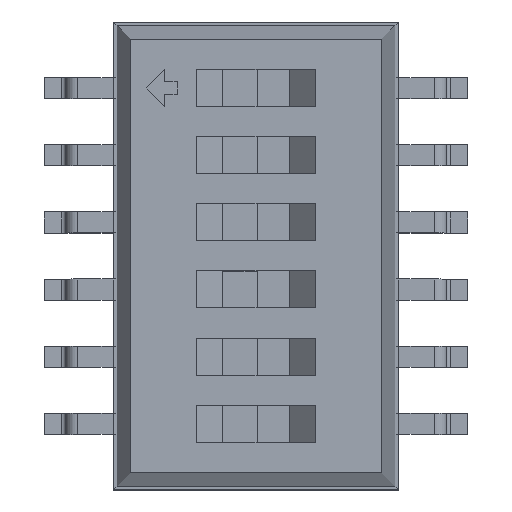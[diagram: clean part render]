
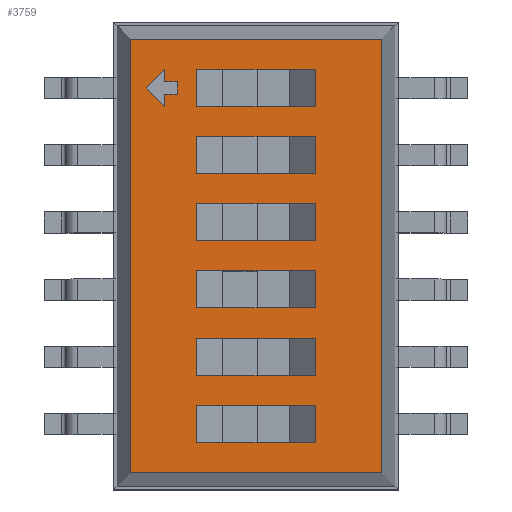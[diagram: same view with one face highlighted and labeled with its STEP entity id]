
A CAD part, top view. The second image highlights one B-rep face of the part: STEP entity #3759.
In plain terms, the highlighted planar face has unit normal (0, 0, 1).
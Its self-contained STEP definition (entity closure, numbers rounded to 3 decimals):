
#27=VECTOR('',#28,1.);
#28=DIRECTION('',(0.,1.,0.));
#34=VECTOR('',#35,1.);
#35=DIRECTION('',(-1.,0.,0.));
#41=VECTOR('',#42,1.);
#42=DIRECTION('',(0.,-1.,0.));
#46=VECTOR('',#47,1.);
#47=DIRECTION('',(1.,0.,0.));
#50=DIRECTION('',(0.,0.,-1.));
#2559=VERTEX_POINT('',#2560);
#2560=CARTESIAN_POINT('',(2.375,4.1,2.6));
#2562=ORIENTED_EDGE('',*,*,#2563,.F.);
#2563=EDGE_CURVE('',#2564,#2559,#2566,.T.);
#2564=VERTEX_POINT('',#2565);
#2565=CARTESIAN_POINT('',(2.375,-4.1,2.6));
#2566=LINE('',#2565,#27);
#3143=VERTEX_POINT('',#3144);
#3144=CARTESIAN_POINT('',(-2.375,4.1,2.6));
#3146=ORIENTED_EDGE('',*,*,#3147,.F.);
#3147=EDGE_CURVE('',#2559,#3143,#3148,.T.);
#3148=LINE('',#2560,#34);
#3175=VERTEX_POINT('',#3176);
#3176=CARTESIAN_POINT('',(-2.375,-4.1,2.6));
#3178=ORIENTED_EDGE('',*,*,#3179,.F.);
#3179=EDGE_CURVE('',#3143,#3175,#3180,.T.);
#3180=LINE('',#3144,#41);
#3754=ORIENTED_EDGE('',*,*,#3755,.F.);
#3755=EDGE_CURVE('',#3175,#2564,#3756,.T.);
#3756=LINE('',#3176,#46);
#3759=ADVANCED_FACE('',(#3760,#3762,#3784,#3806,#3828,#3850,#3872,#3894),#3939,.F.);
#3760=FACE_BOUND('',#3761,.F.);
#3761=EDGE_LOOP('',(#2562,#3754,#3178,#3146));
#3762=FACE_BOUND('',#3763,.F.);
#3763=EDGE_LOOP('',(#3764,#3771,#3776,#3781));
#3764=ORIENTED_EDGE('',*,*,#3765,.T.);
#3765=EDGE_CURVE('',#3766,#3768,#3770,.T.);
#3766=VERTEX_POINT('',#3767);
#3767=CARTESIAN_POINT('',(1.125,-0.985,2.6));
#3768=VERTEX_POINT('',#3769);
#3769=CARTESIAN_POINT('',(1.125,-0.285,2.6));
#3770=LINE('',#3767,#27);
#3771=ORIENTED_EDGE('',*,*,#3772,.T.);
#3772=EDGE_CURVE('',#3768,#3773,#3775,.T.);
#3773=VERTEX_POINT('',#3774);
#3774=CARTESIAN_POINT('',(-1.125,-0.285,2.6));
#3775=LINE('',#3769,#34);
#3776=ORIENTED_EDGE('',*,*,#3777,.T.);
#3777=EDGE_CURVE('',#3773,#3778,#3780,.T.);
#3778=VERTEX_POINT('',#3779);
#3779=CARTESIAN_POINT('',(-1.125,-0.985,2.6));
#3780=LINE('',#3774,#41);
#3781=ORIENTED_EDGE('',*,*,#3782,.T.);
#3782=EDGE_CURVE('',#3778,#3766,#3783,.T.);
#3783=LINE('',#3779,#46);
#3784=FACE_BOUND('',#3785,.F.);
#3785=EDGE_LOOP('',(#3786,#3793,#3798,#3803));
#3786=ORIENTED_EDGE('',*,*,#3787,.T.);
#3787=EDGE_CURVE('',#3788,#3790,#3792,.T.);
#3788=VERTEX_POINT('',#3789);
#3789=CARTESIAN_POINT('',(-1.125,-1.555,2.6));
#3790=VERTEX_POINT('',#3791);
#3791=CARTESIAN_POINT('',(-1.125,-2.255,2.6));
#3792=LINE('',#3789,#41);
#3793=ORIENTED_EDGE('',*,*,#3794,.T.);
#3794=EDGE_CURVE('',#3790,#3795,#3797,.T.);
#3795=VERTEX_POINT('',#3796);
#3796=CARTESIAN_POINT('',(1.125,-2.255,2.6));
#3797=LINE('',#3791,#46);
#3798=ORIENTED_EDGE('',*,*,#3799,.T.);
#3799=EDGE_CURVE('',#3795,#3800,#3802,.T.);
#3800=VERTEX_POINT('',#3801);
#3801=CARTESIAN_POINT('',(1.125,-1.555,2.6));
#3802=LINE('',#3796,#27);
#3803=ORIENTED_EDGE('',*,*,#3804,.T.);
#3804=EDGE_CURVE('',#3800,#3788,#3805,.T.);
#3805=LINE('',#3801,#34);
#3806=FACE_BOUND('',#3807,.F.);
#3807=EDGE_LOOP('',(#3808,#3815,#3820,#3825));
#3808=ORIENTED_EDGE('',*,*,#3809,.T.);
#3809=EDGE_CURVE('',#3810,#3812,#3814,.T.);
#3810=VERTEX_POINT('',#3811);
#3811=CARTESIAN_POINT('',(-1.125,-3.525,2.6));
#3812=VERTEX_POINT('',#3813);
#3813=CARTESIAN_POINT('',(1.125,-3.525,2.6));
#3814=LINE('',#3811,#46);
#3815=ORIENTED_EDGE('',*,*,#3816,.T.);
#3816=EDGE_CURVE('',#3812,#3817,#3819,.T.);
#3817=VERTEX_POINT('',#3818);
#3818=CARTESIAN_POINT('',(1.125,-2.825,2.6));
#3819=LINE('',#3813,#27);
#3820=ORIENTED_EDGE('',*,*,#3821,.T.);
#3821=EDGE_CURVE('',#3817,#3822,#3824,.T.);
#3822=VERTEX_POINT('',#3823);
#3823=CARTESIAN_POINT('',(-1.125,-2.825,2.6));
#3824=LINE('',#3818,#34);
#3825=ORIENTED_EDGE('',*,*,#3826,.T.);
#3826=EDGE_CURVE('',#3822,#3810,#3827,.T.);
#3827=LINE('',#3823,#41);
#3828=FACE_BOUND('',#3829,.F.);
#3829=EDGE_LOOP('',(#3830,#3837,#3842,#3847));
#3830=ORIENTED_EDGE('',*,*,#3831,.T.);
#3831=EDGE_CURVE('',#3832,#3834,#3836,.T.);
#3832=VERTEX_POINT('',#3833);
#3833=CARTESIAN_POINT('',(1.125,1.555,2.6));
#3834=VERTEX_POINT('',#3835);
#3835=CARTESIAN_POINT('',(1.125,2.255,2.6));
#3836=LINE('',#3833,#27);
#3837=ORIENTED_EDGE('',*,*,#3838,.T.);
#3838=EDGE_CURVE('',#3834,#3839,#3841,.T.);
#3839=VERTEX_POINT('',#3840);
#3840=CARTESIAN_POINT('',(-1.125,2.255,2.6));
#3841=LINE('',#3835,#34);
#3842=ORIENTED_EDGE('',*,*,#3843,.T.);
#3843=EDGE_CURVE('',#3839,#3844,#3846,.T.);
#3844=VERTEX_POINT('',#3845);
#3845=CARTESIAN_POINT('',(-1.125,1.555,2.6));
#3846=LINE('',#3840,#41);
#3847=ORIENTED_EDGE('',*,*,#3848,.T.);
#3848=EDGE_CURVE('',#3844,#3832,#3849,.T.);
#3849=LINE('',#3845,#46);
#3850=FACE_BOUND('',#3851,.F.);
#3851=EDGE_LOOP('',(#3852,#3859,#3864,#3869));
#3852=ORIENTED_EDGE('',*,*,#3853,.T.);
#3853=EDGE_CURVE('',#3854,#3856,#3858,.T.);
#3854=VERTEX_POINT('',#3855);
#3855=CARTESIAN_POINT('',(1.125,2.825,2.6));
#3856=VERTEX_POINT('',#3857);
#3857=CARTESIAN_POINT('',(1.125,3.525,2.6));
#3858=LINE('',#3855,#27);
#3859=ORIENTED_EDGE('',*,*,#3860,.T.);
#3860=EDGE_CURVE('',#3856,#3861,#3863,.T.);
#3861=VERTEX_POINT('',#3862);
#3862=CARTESIAN_POINT('',(-1.125,3.525,2.6));
#3863=LINE('',#3857,#34);
#3864=ORIENTED_EDGE('',*,*,#3865,.T.);
#3865=EDGE_CURVE('',#3861,#3866,#3868,.T.);
#3866=VERTEX_POINT('',#3867);
#3867=CARTESIAN_POINT('',(-1.125,2.825,2.6));
#3868=LINE('',#3862,#41);
#3869=ORIENTED_EDGE('',*,*,#3870,.T.);
#3870=EDGE_CURVE('',#3866,#3854,#3871,.T.);
#3871=LINE('',#3867,#46);
#3872=FACE_BOUND('',#3873,.F.);
#3873=EDGE_LOOP('',(#3874,#3881,#3886,#3891));
#3874=ORIENTED_EDGE('',*,*,#3875,.T.);
#3875=EDGE_CURVE('',#3876,#3878,#3880,.T.);
#3876=VERTEX_POINT('',#3877);
#3877=CARTESIAN_POINT('',(1.125,0.285,2.6));
#3878=VERTEX_POINT('',#3879);
#3879=CARTESIAN_POINT('',(1.125,0.985,2.6));
#3880=LINE('',#3877,#27);
#3881=ORIENTED_EDGE('',*,*,#3882,.T.);
#3882=EDGE_CURVE('',#3878,#3883,#3885,.T.);
#3883=VERTEX_POINT('',#3884);
#3884=CARTESIAN_POINT('',(-1.125,0.985,2.6));
#3885=LINE('',#3879,#34);
#3886=ORIENTED_EDGE('',*,*,#3887,.T.);
#3887=EDGE_CURVE('',#3883,#3888,#3890,.T.);
#3888=VERTEX_POINT('',#3889);
#3889=CARTESIAN_POINT('',(-1.125,0.285,2.6));
#3890=LINE('',#3884,#41);
#3891=ORIENTED_EDGE('',*,*,#3892,.T.);
#3892=EDGE_CURVE('',#3888,#3876,#3893,.T.);
#3893=LINE('',#3889,#46);
#3894=FACE_BOUND('',#3895,.F.);
#3895=EDGE_LOOP('',(#3896,#3905,#3910,#3917,#3922,#3929,#3934));
#3896=ORIENTED_EDGE('',*,*,#3897,.T.);
#3897=EDGE_CURVE('',#3898,#3900,#3902,.T.);
#3898=VERTEX_POINT('',#3899);
#3899=CARTESIAN_POINT('',(-2.075,3.175,2.6));
#3900=VERTEX_POINT('',#3901);
#3901=CARTESIAN_POINT('',(-1.725,2.825,2.6));
#3902=LINE('',#3899,#3903);
#3903=VECTOR('',#3904,1.);
#3904=DIRECTION('',(0.707,-0.707,0.));
#3905=ORIENTED_EDGE('',*,*,#3906,.T.);
#3906=EDGE_CURVE('',#3900,#3907,#3909,.T.);
#3907=VERTEX_POINT('',#3908);
#3908=CARTESIAN_POINT('',(-1.725,3.058,2.6));
#3909=LINE('',#3901,#27);
#3910=ORIENTED_EDGE('',*,*,#3911,.T.);
#3911=EDGE_CURVE('',#3907,#3912,#3914,.T.);
#3912=VERTEX_POINT('',#3913);
#3913=CARTESIAN_POINT('',(-1.492,3.058,2.6));
#3914=LINE('',#3908,#3915);
#3915=VECTOR('',#3916,1.);
#3916=DIRECTION('',(1.,0.,0.));
#3917=ORIENTED_EDGE('',*,*,#3918,.T.);
#3918=EDGE_CURVE('',#3912,#3919,#3921,.T.);
#3919=VERTEX_POINT('',#3920);
#3920=CARTESIAN_POINT('',(-1.492,3.292,2.6));
#3921=LINE('',#3913,#27);
#3922=ORIENTED_EDGE('',*,*,#3923,.T.);
#3923=EDGE_CURVE('',#3919,#3924,#3926,.T.);
#3924=VERTEX_POINT('',#3925);
#3925=CARTESIAN_POINT('',(-1.725,3.292,2.6));
#3926=LINE('',#3920,#3927);
#3927=VECTOR('',#3928,1.);
#3928=DIRECTION('',(-1.,0.,0.));
#3929=ORIENTED_EDGE('',*,*,#3930,.T.);
#3930=EDGE_CURVE('',#3924,#3931,#3933,.T.);
#3931=VERTEX_POINT('',#3932);
#3932=CARTESIAN_POINT('',(-1.725,3.525,2.6));
#3933=LINE('',#3925,#27);
#3934=ORIENTED_EDGE('',*,*,#3935,.T.);
#3935=EDGE_CURVE('',#3931,#3898,#3936,.T.);
#3936=LINE('',#3932,#3937);
#3937=VECTOR('',#3938,1.);
#3938=DIRECTION('',(-0.707,-0.707,0.));
#3939=PLANE('',#3940);
#3940=AXIS2_PLACEMENT_3D('',#2565,#50,#3941);
#3941=DIRECTION('',(-0.501,0.865,0.));
